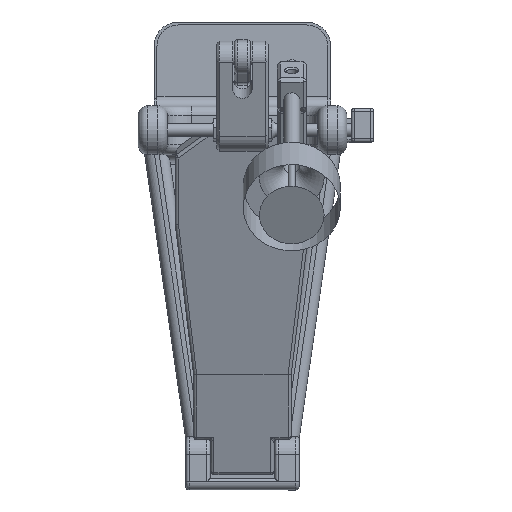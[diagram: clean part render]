
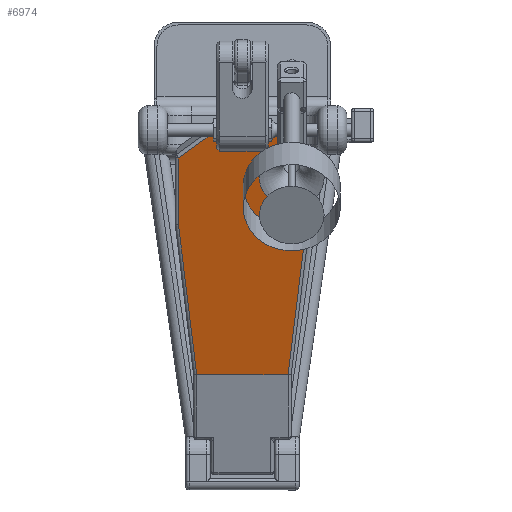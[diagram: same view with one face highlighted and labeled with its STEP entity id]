
A CAD part, top view. The second image highlights one B-rep face of the part: STEP entity #6974.
In plain terms, the highlighted face is planar.
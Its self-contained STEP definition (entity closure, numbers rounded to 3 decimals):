
#509=CIRCLE('',#7612,2.);
#516=CIRCLE('',#7622,2.);
#523=CIRCLE('',#7643,2.);
#529=CIRCLE('',#7652,2.);
#909=FACE_OUTER_BOUND('',#1367,.T.);
#1367=EDGE_LOOP('',(#5033,#5034,#5035,#5036,#5037,#5038,#5039,#5040,#5041,
#5042,#5043,#5044,#5045,#5046,#5047,#5048,#5049,#5050));
#1790=LINE('',#10830,#2423);
#1868=LINE('',#11060,#2501);
#1870=LINE('',#11086,#2503);
#1871=LINE('',#11088,#2504);
#1872=LINE('',#11090,#2505);
#1873=LINE('',#11092,#2506);
#1880=LINE('',#11107,#2513);
#1882=LINE('',#11117,#2515);
#1885=LINE('',#11145,#2518);
#1886=LINE('',#11147,#2519);
#1887=LINE('',#11149,#2520);
#1888=LINE('',#11151,#2521);
#1889=LINE('',#11153,#2522);
#1895=LINE('',#11164,#2528);
#2423=VECTOR('',#8457,10.);
#2501=VECTOR('',#8699,10.);
#2503=VECTOR('',#8735,10.);
#2504=VECTOR('',#8738,10.);
#2505=VECTOR('',#8741,10.);
#2506=VECTOR('',#8744,10.);
#2513=VECTOR('',#8761,10.);
#2515=VECTOR('',#8773,10.);
#2518=VECTOR('',#8810,10.);
#2519=VECTOR('',#8813,10.);
#2520=VECTOR('',#8816,10.);
#2521=VECTOR('',#8819,10.);
#2522=VECTOR('',#8822,10.);
#2528=VECTOR('',#8836,10.);
#3061=VERTEX_POINT('',#10825);
#3062=VERTEX_POINT('',#10829);
#3129=VERTEX_POINT('',#11050);
#3132=VERTEX_POINT('',#11058);
#3134=VERTEX_POINT('',#11066);
#3135=VERTEX_POINT('',#11068);
#3136=VERTEX_POINT('',#11072);
#3137=VERTEX_POINT('',#11076);
#3138=VERTEX_POINT('',#11080);
#3139=VERTEX_POINT('',#11082);
#3142=VERTEX_POINT('',#11105);
#3143=VERTEX_POINT('',#11109);
#3148=VERTEX_POINT('',#11125);
#3149=VERTEX_POINT('',#11127);
#3150=VERTEX_POINT('',#11131);
#3151=VERTEX_POINT('',#11135);
#3152=VERTEX_POINT('',#11139);
#3153=VERTEX_POINT('',#11141);
#3675=EDGE_CURVE('',#3061,#3062,#1790,.T.);
#3791=EDGE_CURVE('',#3129,#3132,#1868,.T.);
#3795=EDGE_CURVE('',#3135,#3134,#509,.T.);
#3802=EDGE_CURVE('',#3139,#3138,#516,.T.);
#3804=EDGE_CURVE('',#3138,#3137,#1870,.T.);
#3805=EDGE_CURVE('',#3137,#3136,#1871,.T.);
#3806=EDGE_CURVE('',#3136,#3135,#1872,.T.);
#3807=EDGE_CURVE('',#3134,#3129,#1873,.T.);
#3815=EDGE_CURVE('',#3142,#3061,#1880,.T.);
#3820=EDGE_CURVE('',#3143,#3142,#1882,.T.);
#3826=EDGE_CURVE('',#3149,#3148,#523,.T.);
#3832=EDGE_CURVE('',#3152,#3153,#529,.T.);
#3834=EDGE_CURVE('',#3139,#3152,#1885,.T.);
#3835=EDGE_CURVE('',#3153,#3151,#1886,.T.);
#3836=EDGE_CURVE('',#3151,#3150,#1887,.T.);
#3837=EDGE_CURVE('',#3150,#3149,#1888,.T.);
#3838=EDGE_CURVE('',#3148,#3143,#1889,.T.);
#3844=EDGE_CURVE('',#3132,#3062,#1895,.T.);
#5033=ORIENTED_EDGE('',*,*,#3844,.T.);
#5034=ORIENTED_EDGE('',*,*,#3675,.F.);
#5035=ORIENTED_EDGE('',*,*,#3815,.F.);
#5036=ORIENTED_EDGE('',*,*,#3820,.F.);
#5037=ORIENTED_EDGE('',*,*,#3838,.F.);
#5038=ORIENTED_EDGE('',*,*,#3826,.F.);
#5039=ORIENTED_EDGE('',*,*,#3837,.F.);
#5040=ORIENTED_EDGE('',*,*,#3836,.F.);
#5041=ORIENTED_EDGE('',*,*,#3835,.F.);
#5042=ORIENTED_EDGE('',*,*,#3832,.F.);
#5043=ORIENTED_EDGE('',*,*,#3834,.F.);
#5044=ORIENTED_EDGE('',*,*,#3802,.T.);
#5045=ORIENTED_EDGE('',*,*,#3804,.T.);
#5046=ORIENTED_EDGE('',*,*,#3805,.T.);
#5047=ORIENTED_EDGE('',*,*,#3806,.T.);
#5048=ORIENTED_EDGE('',*,*,#3795,.T.);
#5049=ORIENTED_EDGE('',*,*,#3807,.T.);
#5050=ORIENTED_EDGE('',*,*,#3791,.T.);
#6701=PLANE('',#7662);
#6974=ADVANCED_FACE('',(#909),#6701,.F.);
#7612=AXIS2_PLACEMENT_3D('',#11069,#8709,#8710);
#7622=AXIS2_PLACEMENT_3D('',#11083,#8729,#8730);
#7643=AXIS2_PLACEMENT_3D('',#11129,#8786,#8787);
#7652=AXIS2_PLACEMENT_3D('',#11142,#8804,#8805);
#7662=AXIS2_PLACEMENT_3D('',#11163,#8834,#8835);
#8457=DIRECTION('',(1.,0.,0.));
#8699=DIRECTION('',(0.,1.,0.001));
#8709=DIRECTION('center_axis',(0.,0.001,
-1.));
#8710=DIRECTION('ref_axis',(-0.895,0.446,0.));
#8729=DIRECTION('center_axis',(0.,0.001,
-1.));
#8730=DIRECTION('ref_axis',(0.707,0.707,0.));
#8735=DIRECTION('',(0.,-1.,-0.001));
#8738=DIRECTION('',(1.,0.,0.));
#8741=DIRECTION('',(0.,1.,0.001));
#8744=DIRECTION('',(0.798,0.602,0.));
#8761=DIRECTION('',(0.115,0.993,0.001));
#8773=DIRECTION('',(0.,1.,0.001));
#8786=DIRECTION('center_axis',(0.,-0.001,
1.));
#8787=DIRECTION('ref_axis',(0.895,0.446,0.));
#8804=DIRECTION('center_axis',(0.,-0.001,
1.));
#8805=DIRECTION('ref_axis',(-0.707,0.707,0.));
#8810=DIRECTION('',(-1.,0.,0.));
#8813=DIRECTION('',(0.,-1.,-0.001));
#8816=DIRECTION('',(-1.,0.,0.));
#8819=DIRECTION('',(0.,1.,0.001));
#8822=DIRECTION('',(-0.798,0.602,0.));
#8834=DIRECTION('center_axis',(0.,0.001,
-1.));
#8835=DIRECTION('ref_axis',(-1.,0.,0.));
#8836=DIRECTION('',(-0.115,0.993,0.001));
#10825=CARTESIAN_POINT('',(-14.122,21.947,11.315));
#10829=CARTESIAN_POINT('',(14.122,21.947,11.315));
#10830=CARTESIAN_POINT('',(-14.122,21.947,11.315));
#11050=CARTESIAN_POINT('',(19.75,-48.648,11.274));
#11058=CARTESIAN_POINT('',(19.75,-26.86,11.286));
#11060=CARTESIAN_POINT('',(19.75,-61.646,11.266));
#11066=CARTESIAN_POINT('',(7.795,-57.671,11.268));
#11068=CARTESIAN_POINT('',(7.,-59.267,11.267));
#11069=CARTESIAN_POINT('Origin',(9.,-59.267,11.267));
#11072=CARTESIAN_POINT('',(7.,-73.146,11.259));
#11076=CARTESIAN_POINT('',(4.,-73.146,11.259));
#11080=CARTESIAN_POINT('',(4.,-62.646,11.265));
#11082=CARTESIAN_POINT('',(2.,-60.646,11.267));
#11083=CARTESIAN_POINT('Origin',(2.,-62.646,11.265));
#11086=CARTESIAN_POINT('',(4.,-67.896,11.262));
#11088=CARTESIAN_POINT('',(-14.625,-73.146,11.259));
#11090=CARTESIAN_POINT('',(7.,-74.146,11.259));
#11092=CARTESIAN_POINT('',(-6.026,-68.102,11.262));
#11105=CARTESIAN_POINT('',(-19.75,-26.86,11.286));
#11107=CARTESIAN_POINT('',(-19.36,-23.483,11.288));
#11109=CARTESIAN_POINT('',(-19.75,-48.648,11.274));
#11117=CARTESIAN_POINT('',(-19.75,-61.646,11.266));
#11125=CARTESIAN_POINT('',(-7.795,-57.671,11.268));
#11127=CARTESIAN_POINT('',(-7.,-59.267,11.267));
#11129=CARTESIAN_POINT('Origin',(-9.,-59.267,11.267));
#11131=CARTESIAN_POINT('',(-7.,-73.146,11.259));
#11135=CARTESIAN_POINT('',(-4.,-73.146,11.259));
#11139=CARTESIAN_POINT('',(-2.,-60.646,11.267));
#11141=CARTESIAN_POINT('',(-4.,-62.646,11.265));
#11142=CARTESIAN_POINT('Origin',(-2.,-62.646,11.265));
#11145=CARTESIAN_POINT('',(9.625,-60.646,11.267));
#11147=CARTESIAN_POINT('',(-4.,-67.896,11.262));
#11149=CARTESIAN_POINT('',(14.625,-73.146,11.259));
#11151=CARTESIAN_POINT('',(-7.,-74.146,11.259));
#11153=CARTESIAN_POINT('',(6.026,-68.102,11.262));
#11163=CARTESIAN_POINT('Origin',(21.75,-74.146,11.259));
#11164=CARTESIAN_POINT('',(19.36,-23.483,11.288));
